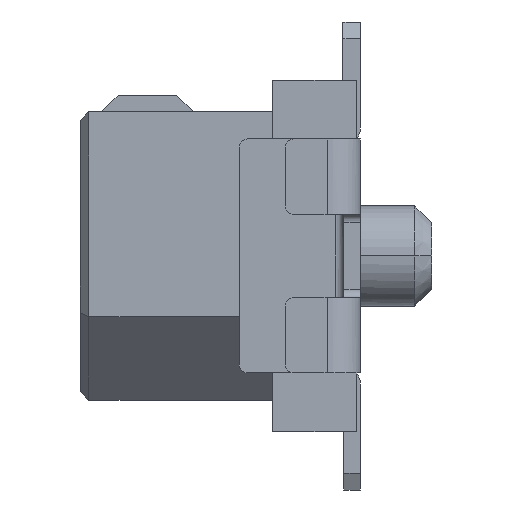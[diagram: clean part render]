
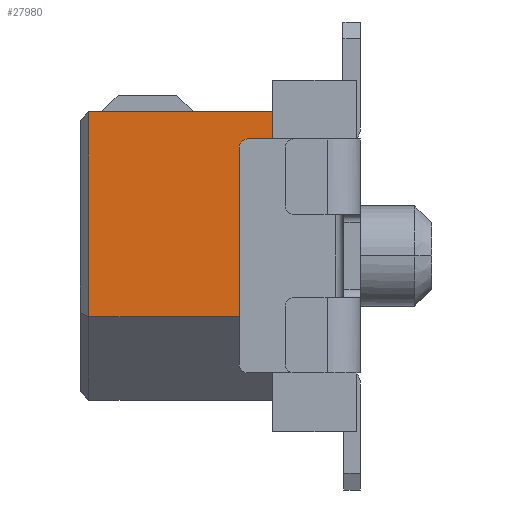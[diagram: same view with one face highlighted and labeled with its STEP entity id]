
A CAD part, left-side view. The second image highlights one B-rep face of the part: STEP entity #27980.
In plain terms, the highlighted planar face has unit normal (1, 0, 0).
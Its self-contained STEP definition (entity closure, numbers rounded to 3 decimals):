
#9600=DIRECTION('',(0.,1.,0.));
#9601=VECTOR('',#9600,2.2);
#9602=CARTESIAN_POINT('',(-13.8,1.,-0.725));
#9603=LINE('',#9602,#9601);
#9616=DIRECTION('',(0.,0.,-1.));
#9617=VECTOR('',#9616,2.45);
#9618=CARTESIAN_POINT('',(-13.8,3.2,1.725));
#9619=LINE('',#9618,#9617);
#9620=DIRECTION('',(0.,0.,1.));
#9621=VECTOR('',#9620,2.45);
#9622=CARTESIAN_POINT('',(-13.8,1.,-0.725));
#9623=LINE('',#9622,#9621);
#9624=DIRECTION('',(0.,1.,0.));
#9625=VECTOR('',#9624,2.2);
#9626=CARTESIAN_POINT('',(-13.8,1.,1.725));
#9627=LINE('',#9626,#9625);
#11374=CARTESIAN_POINT('',(-13.8,1.,1.725));
#11375=VERTEX_POINT('',#11374);
#11376=CARTESIAN_POINT('',(-13.8,3.2,1.725));
#11377=VERTEX_POINT('',#11376);
#11668=CARTESIAN_POINT('',(-13.8,1.,-0.725));
#11669=VERTEX_POINT('',#11668);
#12108=CARTESIAN_POINT('',(-13.8,3.2,-0.725));
#12109=VERTEX_POINT('',#12108);
#27969=CARTESIAN_POINT('',(-13.8,2.1,0.5));
#27970=DIRECTION('',(1.,0.,0.));
#27971=DIRECTION('',(0.,0.,1.));
#27972=AXIS2_PLACEMENT_3D('',#27969,#27970,#27971);
#27973=PLANE('',#27972);
#27974=ORIENTED_EDGE('',*,*,#27961,.T.);
#27975=ORIENTED_EDGE('',*,*,#27938,.F.);
#27976=ORIENTED_EDGE('',*,*,#17395,.T.);
#27977=ORIENTED_EDGE('',*,*,#17528,.T.);
#27978=EDGE_LOOP('',(#27974,#27975,#27976,#27977));
#27979=FACE_OUTER_BOUND('',#27978,.F.);
#17395=EDGE_CURVE('',#11669,#11375,#9623,.T.);
#17528=EDGE_CURVE('',#11375,#11377,#9627,.T.);
#27938=EDGE_CURVE('',#11669,#12109,#9603,.T.);
#27961=EDGE_CURVE('',#11377,#12109,#9619,.T.);
#27980=ADVANCED_FACE('',(#27979),#27973,.T.);
